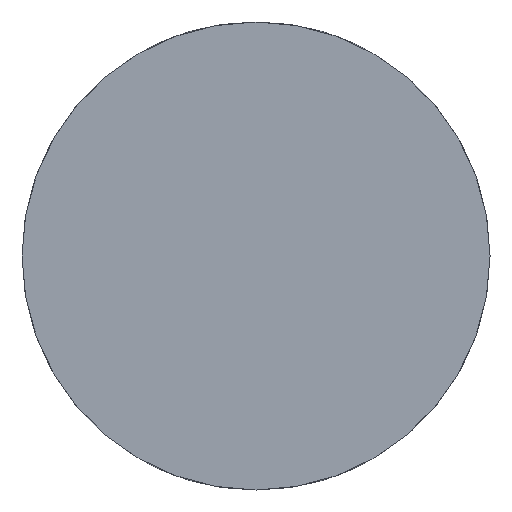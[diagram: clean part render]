
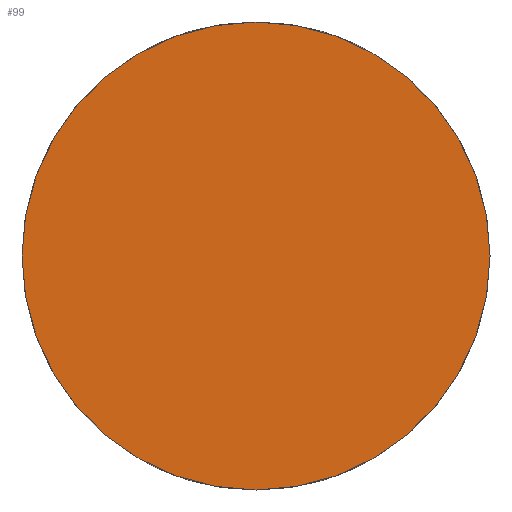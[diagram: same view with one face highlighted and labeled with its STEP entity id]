
A CAD part, front view. The second image highlights one B-rep face of the part: STEP entity #99.
In plain terms, the highlighted planar face has unit normal (0, -1, 0).
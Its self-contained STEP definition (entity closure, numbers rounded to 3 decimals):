
#1 = AXIS2_PLACEMENT_3D ( 'NONE', #148, #235, #82 ) ;
#4 = CARTESIAN_POINT ( 'NONE',  ( 0., 0., -2.7 ) ) ;
#15 = VERTEX_POINT ( 'NONE', #43 ) ;
#16 = EDGE_CURVE ( 'NONE', #15, #215, #27, .T. ) ;
#18 = DIRECTION ( 'NONE',  ( 0., 1., 0. ) ) ;
#27 = CIRCLE ( 'NONE', #175, 2.7 ) ;
#43 = CARTESIAN_POINT ( 'NONE',  ( 0., 0., 2.7 ) ) ;
#51 = FACE_OUTER_BOUND ( 'NONE', #250, .T. ) ;
#82 = DIRECTION ( 'NONE',  ( 0., 0., 1. ) ) ;
#87 = DIRECTION ( 'NONE',  ( 0., 0., 1. ) ) ;
#89 = DIRECTION ( 'NONE',  ( 0., 1., 0. ) ) ;
#99 = ADVANCED_FACE ( 'NONE', ( #51 ), #284, .F. ) ;
#116 = ORIENTED_EDGE ( 'NONE', *, *, #16, .F. ) ;
#136 = AXIS2_PLACEMENT_3D ( 'NONE', #223, #89, #87 ) ;
#139 = CARTESIAN_POINT ( 'NONE',  ( 0., 0., 0. ) ) ;
#148 = CARTESIAN_POINT ( 'NONE',  ( 0., 0., 0. ) ) ;
#162 = EDGE_CURVE ( 'NONE', #215, #15, #266, .T. ) ;
#175 = AXIS2_PLACEMENT_3D ( 'NONE', #139, #18, #237 ) ;
#208 = ORIENTED_EDGE ( 'NONE', *, *, #162, .F. ) ;
#215 = VERTEX_POINT ( 'NONE', #4 ) ;
#223 = CARTESIAN_POINT ( 'NONE',  ( 0., 0., 0. ) ) ;
#235 = DIRECTION ( 'NONE',  ( 0., 1., 0. ) ) ;
#237 = DIRECTION ( 'NONE',  ( 0., 0., 1. ) ) ;
#250 = EDGE_LOOP ( 'NONE', ( #208, #116 ) ) ;
#266 = CIRCLE ( 'NONE', #136, 2.7 ) ;
#284 = PLANE ( 'NONE',  #1 ) ;
